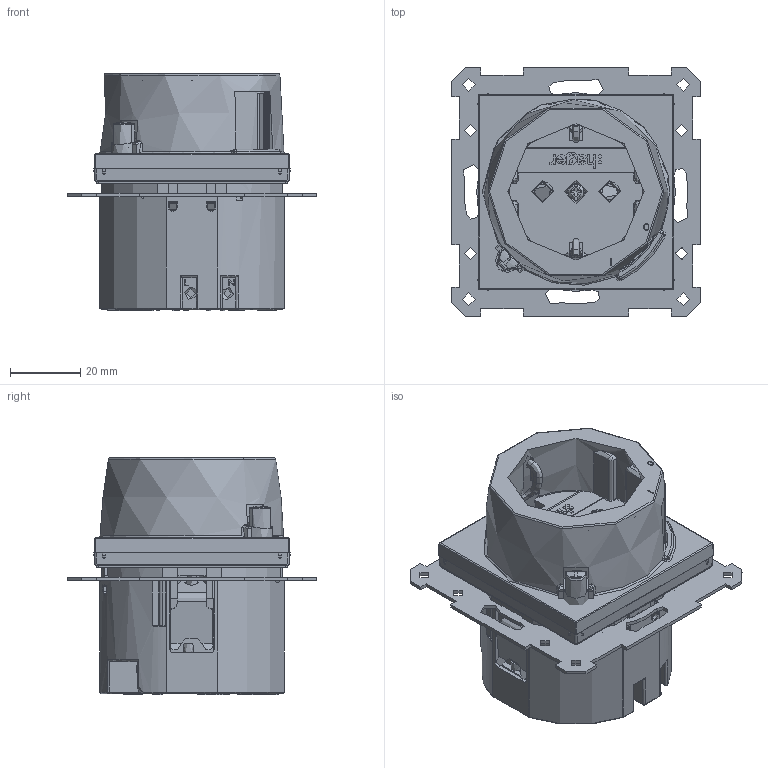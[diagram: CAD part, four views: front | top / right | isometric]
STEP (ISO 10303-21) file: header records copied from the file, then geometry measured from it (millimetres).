
FILE_DESCRIPTION(/* description */ (''),/* implementation_level */ '2;1');
FILE_NAME(/* name */ '9101436000 mit WAS1261_gen v1.step',/* time_stamp */ '2025-06-03T15:02:23+02:00',/* author */ (''),/* organization */ (''),/* preprocessor_version */ 'ST-DEVELOPER v20.1',/* originating_system */ 'Autodesk Translation Framework v14.10.0.0',/* authorisation */ '');
FILE_SCHEMA (('AUTOMOTIVE_DESIGN { 1 0 10303 214 3 1 1 }'));
Length unit declared in the file: millimetre
Products named in the file (7): WAS1261_GEN_ASM; W1A2345_GEN; 9002586000; ROHRNIET_1000002962_PAE_000_AA; DREHFLUEGEL_1000000441_PAE_000_AB; 9005875000; DRUCKFEDER_EINB_1000000172_PAE_001_AA
Assembly tree (6 placements, depth 2):
  WAS1261_GEN_ASM
    W1A2345_GEN
    9002586000
    ROHRNIET_1000002962_PAE_000_AA
    DREHFLUEGEL_1000000441_PAE_000_AB
    9005875000
    DRUCKFEDER_EINB_1000000172_PAE_001_AA
Bounding box: 70.8 x 70.8 x 67.5 mm (x, y, z)
Volume: 48863.2 mm3; surface area: 81457.5 mm2
Topology: 22 solids, 22 shells, 5593 faces, 15262 edges, 9667 vertices
Faces by surface type: plane 3064, cylinder 1471, bspline 559, torus 254, cone 176, sphere 69
Full cylindrical faces by diameter (mm): 0.171 x1, 0.3 x1, 0.6 x1, 0.75 x1, 1 x1, 1.5 x3, 2 x6, 2.05 x1, 2.2 x1, 2.28 x2, 2.3 x5, 2.4 x1, 2.5 x3, 2.6 x15, 2.7 x1, 2.72 x1, 2.78 x5, 2.85 x1, 2.9 x1, 3 x7, 3.1 x1, 3.15 x1, 3.2 x2, 3.4 x1, 3.5 x2, 3.6 x8, 3.65 x1, 3.95 x1, 4 x3, 4.5 x1
Entity records: 224480 total; most frequent: CARTESIAN_POINT 84087, ORIENTED_EDGE 30290, DIRECTION 27814, EDGE_CURVE 15145, VERTEX_POINT 9667, LINE 9528, VECTOR 9528, AXIS2_PLACEMENT_3D 9143
